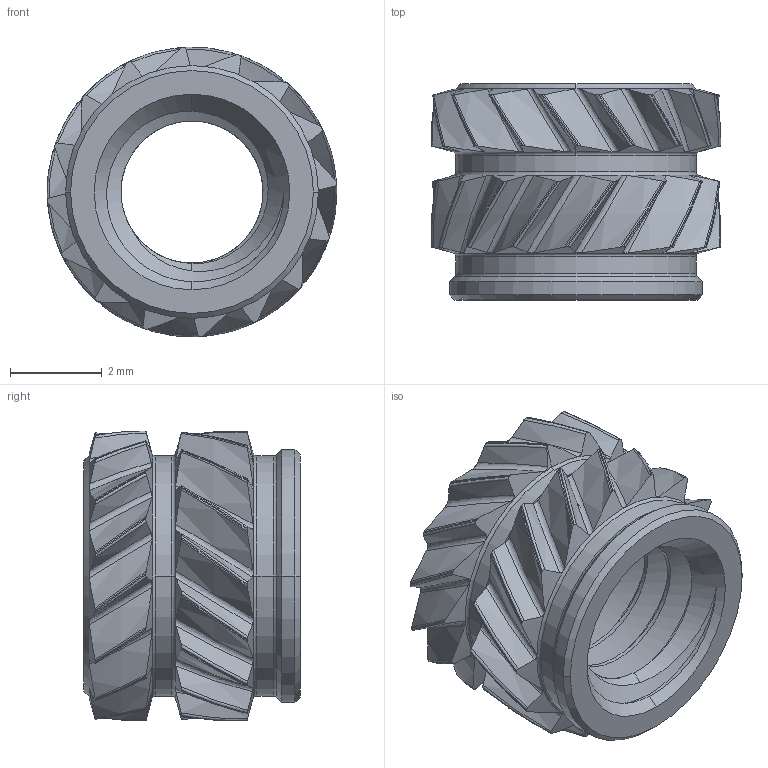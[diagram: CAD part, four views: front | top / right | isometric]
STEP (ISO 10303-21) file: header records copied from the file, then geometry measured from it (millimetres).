
FILE_DESCRIPTION (( 'STEP AP214' ), '1' );
FILE_NAME ('Heat Insert for Plastic_M4_94459A150.STEP', '2023-02-25T15:47:43', ( '' ), ( '' ), 'SwSTEP 2.0', 'SolidWorks 2023', '' );
FILE_SCHEMA (( 'AUTOMOTIVE_DESIGN' ));
Length unit declared in the file: millimetre
Products named in the file (1): Heat Insert for Plastic_M4_94459A150_94459A150
Bounding box: 6.3 x 4.7 x 6.3 mm (x, y, z)
Volume: 66.6 mm3; surface area: 228.9 mm2
Topology: 1 solids, 1 shells, 248 faces, 720 edges, 475 vertices
Faces by surface type: bspline 163, cylinder 54, cone 20, torus 8, plane 3
Entity records: 20826 total; most frequent: CARTESIAN_POINT 16077, ORIENTED_EDGE 1440, EDGE_CURVE 720, VERTEX_POINT 475, DIRECTION 439, B_SPLINE_CURVE_WITH_KNOTS 419, EDGE_LOOP 251, FACE_OUTER_BOUND 248
